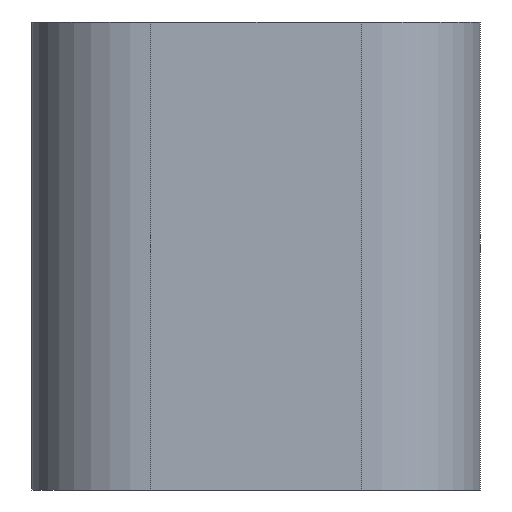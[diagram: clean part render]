
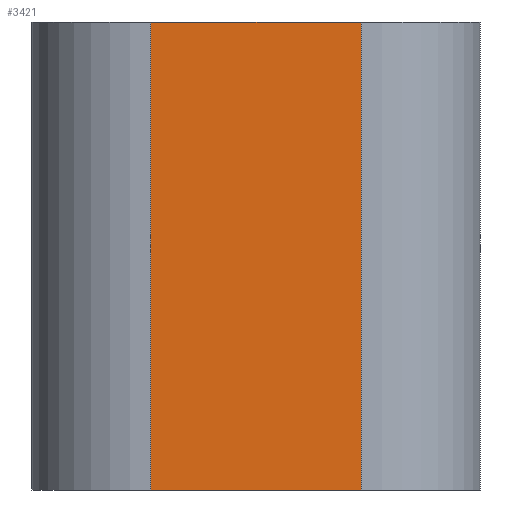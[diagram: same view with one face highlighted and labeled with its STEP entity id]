
A CAD part, left-side view. The second image highlights one B-rep face of the part: STEP entity #3421.
In plain terms, the highlighted planar face has unit normal (-1, 0, 0).
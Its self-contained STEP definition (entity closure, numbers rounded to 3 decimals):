
#4 = LINE ( 'NONE', #823, #3366 ) ;
#16 = EDGE_CURVE ( 'NONE', #598, #5468, #2532, .T. ) ;
#194 = EDGE_LOOP ( 'NONE', ( #1744, #3836, #3750, #3283 ) ) ;
#219 = CARTESIAN_POINT ( 'NONE',  ( -5.877, 2.225, 3.18 ) ) ;
#380 = DIRECTION ( 'NONE',  ( 0., 0., -1. ) ) ;
#465 = FACE_OUTER_BOUND ( 'NONE', #194, .T. ) ;
#485 = VECTOR ( 'NONE', #1746, 1000. ) ;
#598 = VERTEX_POINT ( 'NONE', #4372 ) ;
#647 = VERTEX_POINT ( 'NONE', #5085 ) ;
#764 = CARTESIAN_POINT ( 'NONE',  ( -5.877, 1.892, 3.18 ) ) ;
#823 = CARTESIAN_POINT ( 'NONE',  ( -5.877, 0.795, 3.18 ) ) ;
#1132 = EDGE_CURVE ( 'NONE', #647, #3970, #4, .T. ) ;
#1247 = PLANE ( 'NONE',  #3335 ) ;
#1284 = CARTESIAN_POINT ( 'NONE',  ( -5.877, 0.795, 0. ) ) ;
#1696 = DIRECTION ( 'NONE',  ( 0., 1., 0. ) ) ;
#1744 = ORIENTED_EDGE ( 'NONE', *, *, #3287, .T. ) ;
#1746 = DIRECTION ( 'NONE',  ( 0., -1., 0. ) ) ;
#1915 = LINE ( 'NONE', #4539, #4102 ) ;
#1996 = DIRECTION ( 'NONE',  ( 0., 0., -1. ) ) ;
#2532 = LINE ( 'NONE', #219, #4839 ) ;
#2999 = CARTESIAN_POINT ( 'NONE',  ( -5.877, 2.225, 0. ) ) ;
#3283 = ORIENTED_EDGE ( 'NONE', *, *, #16, .T. ) ;
#3287 = EDGE_CURVE ( 'NONE', #5468, #3970, #1915, .T. ) ;
#3335 = AXIS2_PLACEMENT_3D ( 'NONE', #764, #4305, #1696 ) ;
#3366 = VECTOR ( 'NONE', #380, 1000. ) ;
#3421 = ADVANCED_FACE ( 'NONE', ( #465 ), #1247, .F. ) ;
#3750 = ORIENTED_EDGE ( 'NONE', *, *, #4934, .F. ) ;
#3836 = ORIENTED_EDGE ( 'NONE', *, *, #1132, .F. ) ;
#3912 = CARTESIAN_POINT ( 'NONE',  ( -5.877, 1.892, 3.18 ) ) ;
#3970 = VERTEX_POINT ( 'NONE', #1284 ) ;
#4102 = VECTOR ( 'NONE', #4112, 1000. ) ;
#4112 = DIRECTION ( 'NONE',  ( 0., -1., 0. ) ) ;
#4305 = DIRECTION ( 'NONE',  ( 1., 0., 0. ) ) ;
#4372 = CARTESIAN_POINT ( 'NONE',  ( -5.877, 2.225, 3.18 ) ) ;
#4539 = CARTESIAN_POINT ( 'NONE',  ( -5.877, 1.892, 0. ) ) ;
#4839 = VECTOR ( 'NONE', #1996, 1000. ) ;
#4934 = EDGE_CURVE ( 'NONE', #598, #647, #5150, .T. ) ;
#5085 = CARTESIAN_POINT ( 'NONE',  ( -5.877, 0.795, 3.18 ) ) ;
#5150 = LINE ( 'NONE', #3912, #485 ) ;
#5468 = VERTEX_POINT ( 'NONE', #2999 ) ;
